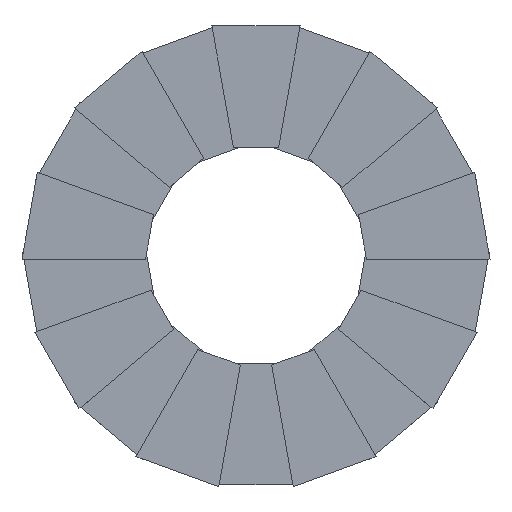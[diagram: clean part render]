
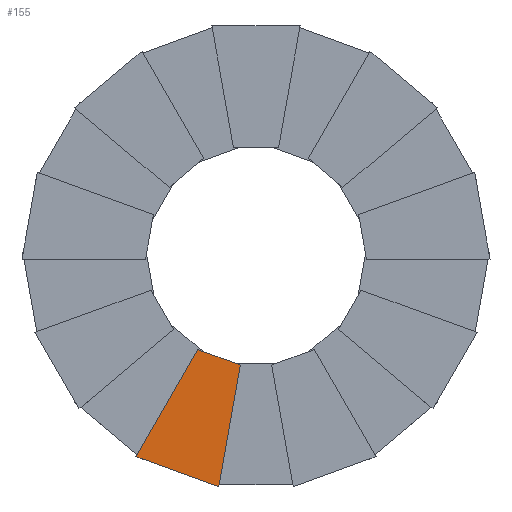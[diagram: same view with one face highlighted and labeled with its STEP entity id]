
A CAD part, top view. The second image highlights one B-rep face of the part: STEP entity #155.
In plain terms, the highlighted planar face has unit normal (0, 0, 1).
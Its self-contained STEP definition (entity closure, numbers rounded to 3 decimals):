
#33 = ORIENTED_EDGE ( 'NONE', *, *, #607, .T. ) ;
#39 = CARTESIAN_POINT ( 'NONE',  ( -622., 0., 25. ) ) ;
#78 = LINE ( 'NONE', #281, #288 ) ;
#93 = DIRECTION ( 'NONE',  ( 1., 0., 0. ) ) ;
#150 = VERTEX_POINT ( 'NONE', #621 ) ;
#155 = ADVANCED_FACE ( 'NONE', ( #651 ), #787, .F. ) ;
#174 = CARTESIAN_POINT ( 'NONE',  ( -622., 0., 25. ) ) ;
#181 = LINE ( 'NONE', #174, #194 ) ;
#194 = VECTOR ( 'NONE', #593, 1000. ) ;
#200 = CARTESIAN_POINT ( 'NONE',  ( -319., 1717., 25. ) ) ;
#208 = CARTESIAN_POINT ( 'NONE',  ( 0., 0., 25. ) ) ;
#240 = VECTOR ( 'NONE', #243, 1000. ) ;
#243 = DIRECTION ( 'NONE',  ( -1., 0., 0. ) ) ;
#250 = VERTEX_POINT ( 'NONE', #420 ) ;
#272 = VERTEX_POINT ( 'NONE', #200 ) ;
#281 = CARTESIAN_POINT ( 'NONE',  ( 622., 0., 25. ) ) ;
#288 = VECTOR ( 'NONE', #428, 1000. ) ;
#307 = LINE ( 'NONE', #802, #240 ) ;
#314 = EDGE_CURVE ( 'NONE', #543, #150, #78, .T. ) ;
#410 = LINE ( 'NONE', #39, #608 ) ;
#420 = CARTESIAN_POINT ( 'NONE',  ( -622., 0., 25. ) ) ;
#421 = ORIENTED_EDGE ( 'NONE', *, *, #655, .T. ) ;
#428 = DIRECTION ( 'NONE',  ( -0.174, 0.985, 0. ) ) ;
#504 = ORIENTED_EDGE ( 'NONE', *, *, #314, .T. ) ;
#522 = EDGE_LOOP ( 'NONE', ( #421, #33, #504, #824 ) ) ;
#543 = VERTEX_POINT ( 'NONE', #570 ) ;
#570 = CARTESIAN_POINT ( 'NONE',  ( 622., 0., 25. ) ) ;
#593 = DIRECTION ( 'NONE',  ( -0.174, -0.985, 0. ) ) ;
#607 = EDGE_CURVE ( 'NONE', #250, #543, #410, .T. ) ;
#608 = VECTOR ( 'NONE', #93, 1000. ) ;
#615 = DIRECTION ( 'NONE',  ( 0., 0., -1. ) ) ;
#621 = CARTESIAN_POINT ( 'NONE',  ( 319., 1717., 25. ) ) ;
#651 = FACE_OUTER_BOUND ( 'NONE', #522, .T. ) ;
#655 = EDGE_CURVE ( 'NONE', #272, #250, #181, .T. ) ;
#681 = DIRECTION ( 'NONE',  ( -1., 0., 0. ) ) ;
#765 = AXIS2_PLACEMENT_3D ( 'NONE', #208, #615, #681 ) ;
#787 = PLANE ( 'NONE',  #765 ) ;
#802 = CARTESIAN_POINT ( 'NONE',  ( -319., 1717., 25. ) ) ;
#814 = EDGE_CURVE ( 'NONE', #150, #272, #307, .T. ) ;
#824 = ORIENTED_EDGE ( 'NONE', *, *, #814, .T. ) ;
